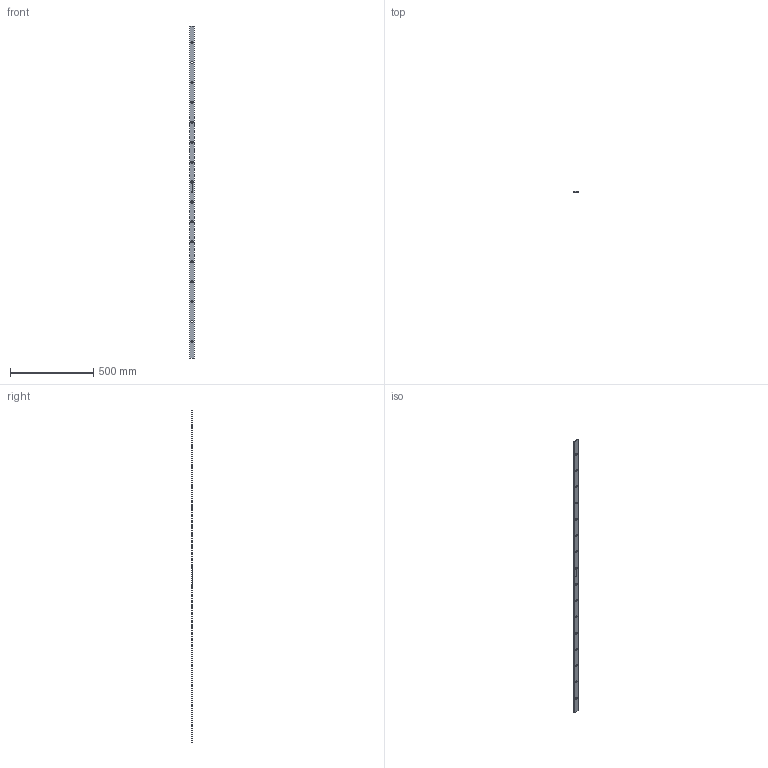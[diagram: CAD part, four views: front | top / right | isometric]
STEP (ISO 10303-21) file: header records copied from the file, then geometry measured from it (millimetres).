
FILE_DESCRIPTION (( 'STEP AP203' ), '1' );
FILE_NAME ('1459.step', '2022-07-04T07:47:38', ( '' ), ( '' ), 'SwSTEP 2.0', 'SolidWorks 2018', '' );
FILE_SCHEMA (( 'CONFIG_CONTROL_DESIGN' ));
Length unit declared in the file: millimetre
Products named in the file (1): 1459
Bounding box: 30 x 6 x 2000 mm (x, y, z)
Volume: 347256.9 mm3; surface area: 144042.7 mm2
Topology: 1 solids, 1 shells, 229 faces, 627 edges, 418 vertices
Faces by surface type: plane 128, bspline 85, cylinder 16
Full cylindrical faces by diameter (mm): 13 x16
Entity records: 10892 total; most frequent: CARTESIAN_POINT 5552, ORIENTED_EDGE 1222, DIRECTION 763, EDGE_CURVE 611, VERTEX_POINT 418, VECTOR 409, LINE 409, EDGE_LOOP 295
